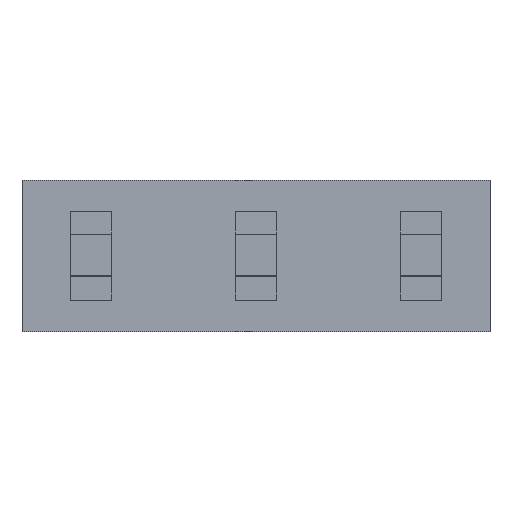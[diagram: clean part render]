
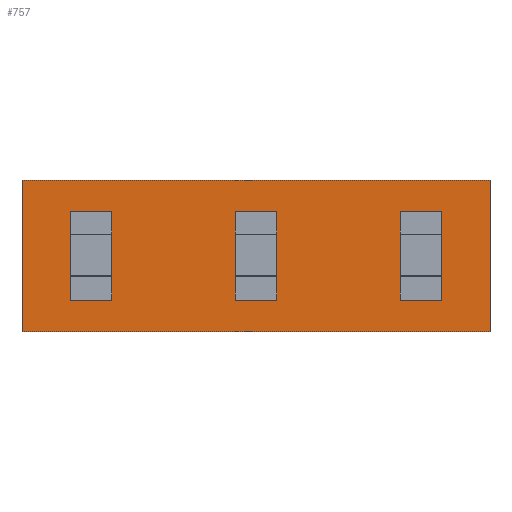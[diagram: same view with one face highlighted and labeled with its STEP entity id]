
A CAD part, top view. The second image highlights one B-rep face of the part: STEP entity #757.
In plain terms, the highlighted planar face has unit normal (0, 0, 1).
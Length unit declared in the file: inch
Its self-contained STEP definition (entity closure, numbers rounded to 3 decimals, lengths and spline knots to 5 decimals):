
#72=DIRECTION('',(0.,-1.,0.));
#73=VECTOR('',#72,0.092);
#74=CARTESIAN_POINT('',(-0.142,0.046,0.));
#75=LINE('',#74,#73);
#76=DIRECTION('',(-1.,0.,0.));
#77=VECTOR('',#76,0.284);
#78=CARTESIAN_POINT('',(0.142,0.046,0.));
#79=LINE('',#78,#77);
#80=DIRECTION('',(0.,1.,0.));
#81=VECTOR('',#80,0.092);
#82=CARTESIAN_POINT('',(0.142,-0.046,0.));
#83=LINE('',#82,#81);
#84=DIRECTION('',(1.,0.,0.));
#85=VECTOR('',#84,0.284);
#86=CARTESIAN_POINT('',(-0.142,-0.046,0.));
#87=LINE('',#86,#85);
#88=DIRECTION('',(0.,-1.,0.));
#89=VECTOR('',#88,0.054);
#90=CARTESIAN_POINT('',(-0.0875,0.027,0.));
#91=LINE('',#90,#89);
#92=DIRECTION('',(-1.,0.,0.));
#93=VECTOR('',#92,0.025);
#94=CARTESIAN_POINT('',(-0.0875,0.027,0.));
#95=LINE('',#94,#93);
#96=DIRECTION('',(0.,-1.,0.));
#97=VECTOR('',#96,0.054);
#98=CARTESIAN_POINT('',(-0.1125,0.027,0.));
#99=LINE('',#98,#97);
#100=DIRECTION('',(-1.,0.,0.));
#101=VECTOR('',#100,0.025);
#102=CARTESIAN_POINT('',(-0.0875,-0.027,0.));
#103=LINE('',#102,#101);
#104=DIRECTION('',(0.,-1.,0.));
#105=VECTOR('',#104,0.054);
#106=CARTESIAN_POINT('',(0.0125,0.027,0.));
#107=LINE('',#106,#105);
#108=DIRECTION('',(-1.,0.,0.));
#109=VECTOR('',#108,0.025);
#110=CARTESIAN_POINT('',(0.0125,0.027,0.));
#111=LINE('',#110,#109);
#112=DIRECTION('',(0.,-1.,0.));
#113=VECTOR('',#112,0.054);
#114=CARTESIAN_POINT('',(-0.0125,0.027,0.));
#115=LINE('',#114,#113);
#116=DIRECTION('',(-1.,0.,0.));
#117=VECTOR('',#116,0.025);
#118=CARTESIAN_POINT('',(0.0125,-0.027,0.));
#119=LINE('',#118,#117);
#120=DIRECTION('',(0.,-1.,0.));
#121=VECTOR('',#120,0.054);
#122=CARTESIAN_POINT('',(0.1125,0.027,0.));
#123=LINE('',#122,#121);
#124=DIRECTION('',(-1.,0.,0.));
#125=VECTOR('',#124,0.025);
#126=CARTESIAN_POINT('',(0.1125,0.027,0.));
#127=LINE('',#126,#125);
#128=DIRECTION('',(0.,-1.,0.));
#129=VECTOR('',#128,0.054);
#130=CARTESIAN_POINT('',(0.0875,0.027,0.));
#131=LINE('',#130,#129);
#132=DIRECTION('',(-1.,0.,0.));
#133=VECTOR('',#132,0.025);
#134=CARTESIAN_POINT('',(0.1125,-0.027,0.));
#135=LINE('',#134,#133);
#552=CARTESIAN_POINT('',(-0.142,0.046,0.));
#553=CARTESIAN_POINT('',(-0.142,-0.046,0.));
#554=VERTEX_POINT('',#552);
#555=VERTEX_POINT('',#553);
#556=CARTESIAN_POINT('',(0.142,-0.046,0.));
#557=VERTEX_POINT('',#556);
#558=CARTESIAN_POINT('',(0.142,0.046,0.));
#559=VERTEX_POINT('',#558);
#600=CARTESIAN_POINT('',(-0.0875,0.027,0.));
#601=CARTESIAN_POINT('',(-0.0875,-0.027,0.));
#602=VERTEX_POINT('',#600);
#603=VERTEX_POINT('',#601);
#604=CARTESIAN_POINT('',(-0.1125,0.027,0.));
#605=CARTESIAN_POINT('',(-0.1125,-0.027,0.));
#606=VERTEX_POINT('',#604);
#607=VERTEX_POINT('',#605);
#648=CARTESIAN_POINT('',(0.0125,0.027,0.));
#649=CARTESIAN_POINT('',(0.0125,-0.027,0.));
#650=VERTEX_POINT('',#648);
#651=VERTEX_POINT('',#649);
#652=CARTESIAN_POINT('',(-0.0125,0.027,0.));
#653=CARTESIAN_POINT('',(-0.0125,-0.027,0.));
#654=VERTEX_POINT('',#652);
#655=VERTEX_POINT('',#653);
#696=CARTESIAN_POINT('',(0.1125,0.027,0.));
#697=CARTESIAN_POINT('',(0.1125,-0.027,0.));
#698=VERTEX_POINT('',#696);
#699=VERTEX_POINT('',#697);
#700=CARTESIAN_POINT('',(0.0875,0.027,0.));
#701=CARTESIAN_POINT('',(0.0875,-0.027,0.));
#702=VERTEX_POINT('',#700);
#703=VERTEX_POINT('',#701);
#712=CARTESIAN_POINT('',(0.,0.,0.));
#713=DIRECTION('',(0.,0.,1.));
#714=DIRECTION('',(1.,0.,0.));
#715=AXIS2_PLACEMENT_3D('',#712,#713,#714);
#716=PLANE('',#715);
#718=ORIENTED_EDGE('',*,*,#717,.F.);
#720=ORIENTED_EDGE('',*,*,#719,.F.);
#722=ORIENTED_EDGE('',*,*,#721,.F.);
#724=ORIENTED_EDGE('',*,*,#723,.F.);
#725=EDGE_LOOP('',(#718,#720,#722,#724));
#726=FACE_OUTER_BOUND('',#725,.F.);
#728=ORIENTED_EDGE('',*,*,#727,.F.);
#730=ORIENTED_EDGE('',*,*,#729,.T.);
#732=ORIENTED_EDGE('',*,*,#731,.T.);
#734=ORIENTED_EDGE('',*,*,#733,.F.);
#735=EDGE_LOOP('',(#728,#730,#732,#734));
#736=FACE_BOUND('',#735,.F.);
#738=ORIENTED_EDGE('',*,*,#737,.F.);
#740=ORIENTED_EDGE('',*,*,#739,.T.);
#742=ORIENTED_EDGE('',*,*,#741,.T.);
#744=ORIENTED_EDGE('',*,*,#743,.F.);
#745=EDGE_LOOP('',(#738,#740,#742,#744));
#746=FACE_BOUND('',#745,.F.);
#748=ORIENTED_EDGE('',*,*,#747,.F.);
#750=ORIENTED_EDGE('',*,*,#749,.T.);
#752=ORIENTED_EDGE('',*,*,#751,.T.);
#754=ORIENTED_EDGE('',*,*,#753,.F.);
#755=EDGE_LOOP('',(#748,#750,#752,#754));
#756=FACE_BOUND('',#755,.F.);
#757=ADVANCED_FACE('',(#726,#736,#746,#756),#716,.T.);
#717=EDGE_CURVE('',#554,#555,#75,.T.);
#719=EDGE_CURVE('',#559,#554,#79,.T.);
#721=EDGE_CURVE('',#557,#559,#83,.T.);
#723=EDGE_CURVE('',#555,#557,#87,.T.);
#727=EDGE_CURVE('',#602,#603,#91,.T.);
#729=EDGE_CURVE('',#602,#606,#95,.T.);
#731=EDGE_CURVE('',#606,#607,#99,.T.);
#733=EDGE_CURVE('',#603,#607,#103,.T.);
#737=EDGE_CURVE('',#650,#651,#107,.T.);
#739=EDGE_CURVE('',#650,#654,#111,.T.);
#741=EDGE_CURVE('',#654,#655,#115,.T.);
#743=EDGE_CURVE('',#651,#655,#119,.T.);
#747=EDGE_CURVE('',#698,#699,#123,.T.);
#749=EDGE_CURVE('',#698,#702,#127,.T.);
#751=EDGE_CURVE('',#702,#703,#131,.T.);
#753=EDGE_CURVE('',#699,#703,#135,.T.);
